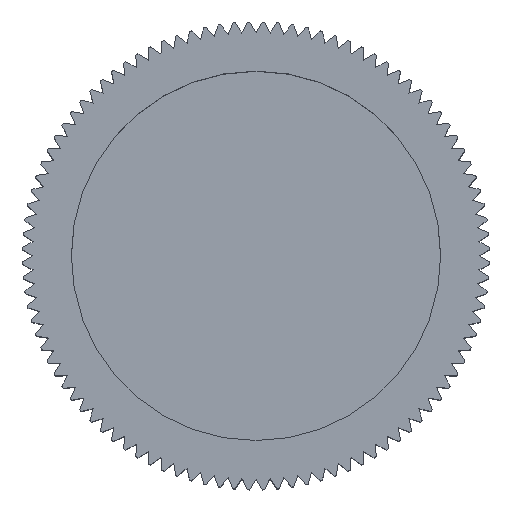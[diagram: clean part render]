
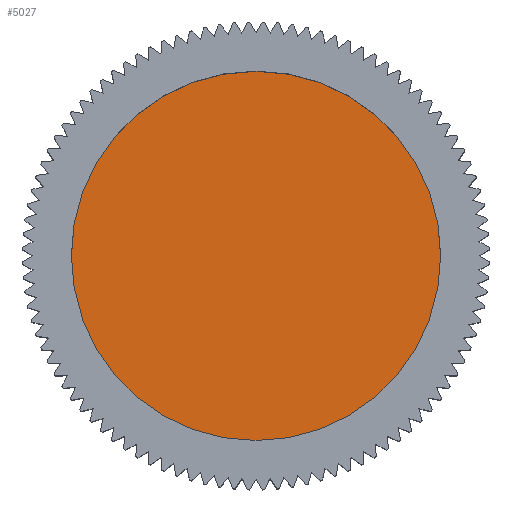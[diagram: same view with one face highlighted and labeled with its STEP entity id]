
A CAD part, top view. The second image highlights one B-rep face of the part: STEP entity #5027.
In plain terms, the highlighted planar face has unit normal (0, 0, 1).
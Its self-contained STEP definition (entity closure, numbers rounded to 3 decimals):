
#2459=EDGE_CURVE('',#2663,#3923,#6296,.T.);
#2663=VERTEX_POINT('',#6517);
#3125=EDGE_CURVE('',#3923,#2663,#7023,.T.);
#3923=VERTEX_POINT('',#7883);
#5027=ADVANCED_FACE('',(#9075),#9076,.F.);
#6296=CIRCLE('',#10974,7.5);
#6517=CARTESIAN_POINT('',(7.5,0.0,9.0));
#7023=CIRCLE('',#12238,7.5);
#7883=CARTESIAN_POINT('',(-7.5,0.,9.0));
#9075=FACE_OUTER_BOUND('',#15897,.T.);
#9076=PLANE('',#15898);
#10974=AXIS2_PLACEMENT_3D('',#17852,#17853,#17854);
#12238=AXIS2_PLACEMENT_3D('',#18543,#18544,#18545);
#15897=EDGE_LOOP('',(#20772,#20773));
#15898=AXIS2_PLACEMENT_3D('',#20774,#20775,#20776);
#17852=CARTESIAN_POINT('',(0.0,0.0,9.0));
#17853=DIRECTION('',(0.0,0.0,-1.0));
#17854=DIRECTION('',(1.0,0.0,0.0));
#18543=CARTESIAN_POINT('',(0.0,0.0,9.0));
#18544=DIRECTION('',(0.0,0.0,-1.0));
#18545=DIRECTION('',(1.0,0.0,0.0));
#20772=ORIENTED_EDGE('',*,*,#2459,.F.);
#20773=ORIENTED_EDGE('',*,*,#3125,.F.);
#20774=CARTESIAN_POINT('',(0.0,0.0,9.0));
#20775=DIRECTION('',(0.0,0.0,-1.0));
#20776=DIRECTION('',(-1.0,0.0,0.0));
